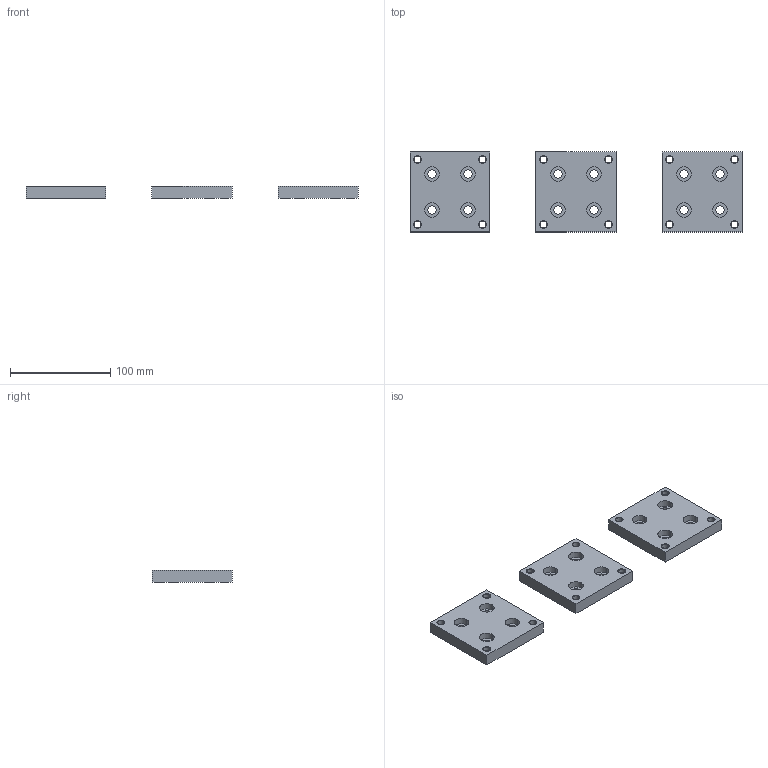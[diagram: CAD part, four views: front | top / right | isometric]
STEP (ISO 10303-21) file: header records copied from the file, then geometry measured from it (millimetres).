
FILE_DESCRIPTION((''),'2;1');
FILE_NAME('1SDH001336R0502_ASM','2022-12-01T12:33:30',('ITMARAD4'),(''),'CREO PARAMETRIC BY PTC INC, 2019030','CREO PARAMETRIC BY PTC INC, 2019030','');
FILE_SCHEMA(('AUTOMOTIVE_DESIGN { 1 0 10303 214 1 1 1 1 }'));
Length unit declared in the file: millimetre
Products named in the file (2): RA4433001; 1SDH001336R0502_ASM
Assembly tree (3 placements, depth 2):
  1SDH001336R0502_ASM
    RA4433001  x3
Bounding box: 332 x 80 x 12 mm (x, y, z)
Volume: 208777.8 mm3; surface area: 60805.3 mm2
Topology: 3 solids, 18 shells, 147 faces, 372 edges, 258 vertices
Faces by surface type: cylinder 102, plane 45
Entity records: 3325 total; most frequent: DIRECTION 389, CARTESIAN_POINT 325, ORIENTED_EDGE 228, COLOUR_RGB 204, PROPERTY_DEFINITION 190, REPRESENTATION 188, PROPERTY_DEFINITION_REPRESENTATION 188, DESCRIPTIVE_REPRESENTATION_ITEM 164
